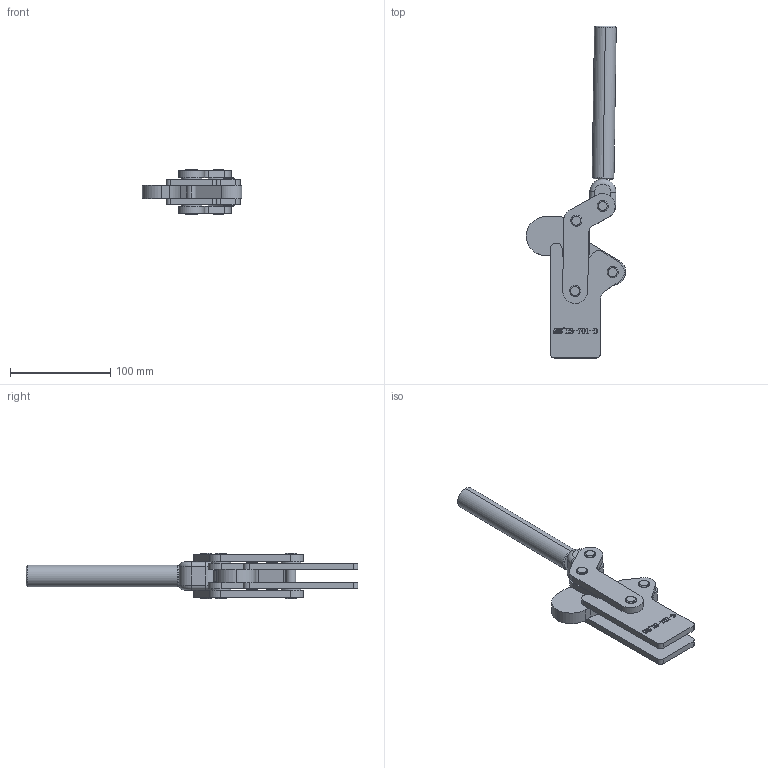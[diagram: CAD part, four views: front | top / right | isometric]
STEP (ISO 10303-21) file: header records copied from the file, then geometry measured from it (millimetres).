
FILE_DESCRIPTION (( 'STEP AP203' ), '1' );
FILE_NAME ('HS-701-D 装配体.STEP', '2018-12-07T08:25:25', ( 'PCOS' ), ( '微软中国' ), 'SwSTEP 2.0', 'SolidWorks 2012', '' );
FILE_SCHEMA (( 'CONFIG_CONTROL_DESIGN' ));
Length unit declared in the file: millimetre
Products named in the file (10): 揤參; 种粣; 种2; 种1; 忒梟; 忒參; 蟀裝; 菁釱; HS-701-D 蚾饜极; 菜え
Assembly tree (17 placements, depth 2):
  HS-701-D 蚾饜极
    菁釱
    蟀裝  x2
    忒參
    忒梟  x2
    种1  x2
    种2  x3
    种粣
    揤參
    菜え  x4
Bounding box: 99.2 x 330.92 x 45 mm (x, y, z)
Volume: 252136 mm3; surface area: 87254.1 mm2
Topology: 19 solids, 19 shells, 567 faces, 1440 edges, 948 vertices
Faces by surface type: plane 260, cylinder 158, bspline 117, torus 24, cone 8
Entity records: 20741 total; most frequent: CARTESIAN_POINT 8112, ORIENTED_EDGE 2514, DIRECTION 2039, EDGE_CURVE 1257, VERTEX_POINT 830, VECTOR 773, LINE 773, AXIS2_PLACEMENT_3D 633
